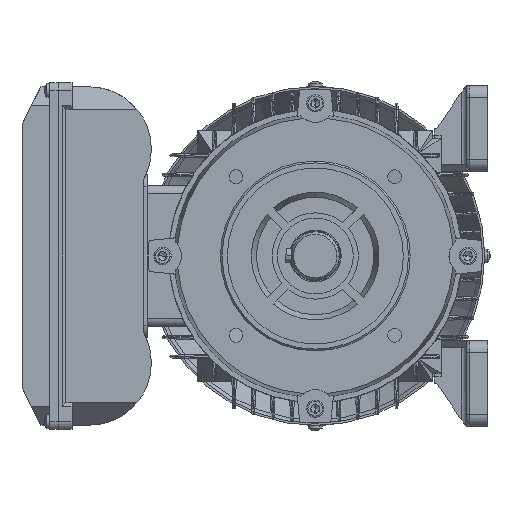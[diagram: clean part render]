
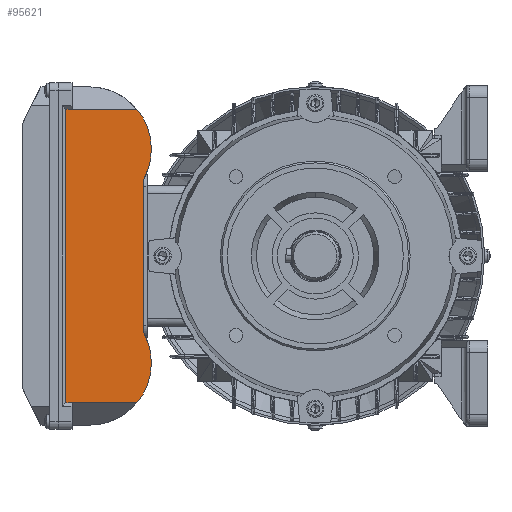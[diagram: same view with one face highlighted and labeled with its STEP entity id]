
A CAD part, left-side view. The second image highlights one B-rep face of the part: STEP entity #95621.
In plain terms, the highlighted face is planar.
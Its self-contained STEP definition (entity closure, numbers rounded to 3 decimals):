
#24619 = CARTESIAN_POINT ( 'NONE',  ( -85.065, -20.891, 68. ) ) ;
#24621 = DIRECTION ( 'NONE',  ( -1., 0., 0. ) ) ;
#24623 = DIRECTION ( 'NONE',  ( 0., 0., -1. ) ) ;
#24625 = CARTESIAN_POINT ( 'NONE',  ( -62., 6.75, 68. ) ) ;
#24627 = AXIS2_PLACEMENT_3D ( 'NONE', #24625, #24623, #24621 ) ;
#24628 = CIRCLE ( 'NONE', #24627, 36. ) ;
#24632 = CARTESIAN_POINT ( 'NONE',  ( -44.572, -24.75, 68. ) ) ;
#25084 = DIRECTION ( 'NONE',  ( -1., 0., 0. ) ) ;
#25085 = VECTOR ( 'NONE', #25084, 1000. ) ;
#25086 = CARTESIAN_POINT ( 'NONE',  ( -44.572, -24.75, 68. ) ) ;
#25087 = LINE ( 'NONE', #25086, #25085 ) ;
#25132 = CARTESIAN_POINT ( 'NONE',  ( 62., 6.75, 68. ) ) ;
#25133 = CARTESIAN_POINT ( 'NONE',  ( 85.065, -20.891, 68. ) ) ;
#25218 = CARTESIAN_POINT ( 'NONE',  ( 44.572, -24.75, 68. ) ) ;
#25219 = DIRECTION ( 'NONE',  ( -1., 0., 0. ) ) ;
#25221 = DIRECTION ( 'NONE',  ( 0., 0., -1. ) ) ;
#25222 = AXIS2_PLACEMENT_3D ( 'NONE', #25132, #25221, #25219 ) ;
#25224 = CIRCLE ( 'NONE', #25222, 36. ) ;
#25615 = DIRECTION ( 'NONE',  ( 0., 1., 0. ) ) ;
#25616 = VECTOR ( 'NONE', #25615, 1000. ) ;
#25617 = CARTESIAN_POINT ( 'NONE',  ( 85.065, -45.25, 68. ) ) ;
#25618 = LINE ( 'NONE', #25617, #25616 ) ;
#25716 = CARTESIAN_POINT ( 'NONE',  ( -85.065, 20.25, 68. ) ) ;
#25717 = DIRECTION ( 'NONE',  ( 1., 0., 0. ) ) ;
#25718 = VECTOR ( 'NONE', #25717, 1000. ) ;
#25719 = CARTESIAN_POINT ( 'NONE',  ( -119.5, 20.25, 68. ) ) ;
#25720 = LINE ( 'NONE', #25719, #25718 ) ;
#25725 = CARTESIAN_POINT ( 'NONE',  ( 85.065, 20.25, 68. ) ) ;
#25726 = DIRECTION ( 'NONE',  ( 0., 1., 0. ) ) ;
#25727 = VECTOR ( 'NONE', #25726, 1000. ) ;
#25728 = CARTESIAN_POINT ( 'NONE',  ( 85.065, -29.25, 68. ) ) ;
#25729 = LINE ( 'NONE', #25728, #25727 ) ;
#25731 = CARTESIAN_POINT ( 'NONE',  ( 85.065, 16.75, 68. ) ) ;
#25856 = DIRECTION ( 'NONE',  ( 0., 1., 0. ) ) ;
#25858 = VECTOR ( 'NONE', #25856, 1000. ) ;
#25860 = CARTESIAN_POINT ( 'NONE',  ( -85.065, -45.25, 68. ) ) ;
#25862 = LINE ( 'NONE', #25860, #25858 ) ;
#25865 = CARTESIAN_POINT ( 'NONE',  ( -85.065, 16.75, 68. ) ) ;
#25866 = DIRECTION ( 'NONE',  ( 0., -1., 0. ) ) ;
#25867 = VECTOR ( 'NONE', #25866, 1000. ) ;
#25869 = CARTESIAN_POINT ( 'NONE',  ( -85.065, -29.25, 68. ) ) ;
#25882 = LINE ( 'NONE', #25869, #25867 ) ;
#25952 = DIRECTION ( 'NONE',  ( -1., 0., 0. ) ) ;
#25954 = DIRECTION ( 'NONE',  ( 0., 0., -1. ) ) ;
#25955 = CARTESIAN_POINT ( 'NONE',  ( -119.5, -29.25, 68. ) ) ;
#25957 = AXIS2_PLACEMENT_3D ( 'NONE', #25955, #25954, #25952 ) ;
#25959 = PLANE ( 'NONE',  #25957 ) ;
#25963 = FACE_OUTER_BOUND ( 'NONE', #95479, .T. ) ;
#95045 = VERTEX_POINT ( 'NONE', #24632 ) ;
#95050 = EDGE_CURVE ( 'NONE', #95045, #95053, #24628, .T. ) ;
#95053 = VERTEX_POINT ( 'NONE', #24619 ) ;
#95217 = EDGE_CURVE ( 'NONE', #95259, #95045, #25087, .T. ) ;
#95254 = VERTEX_POINT ( 'NONE', #25133 ) ;
#95257 = EDGE_CURVE ( 'NONE', #95254, #95259, #25224, .T. ) ;
#95259 = VERTEX_POINT ( 'NONE', #25218 ) ;
#95479 = EDGE_LOOP ( 'NONE', ( #95480, #95487, #95490, #95597, #95600, #95604, #95606, #95609 ) ) ;
#95480 = ORIENTED_EDGE ( 'NONE', *, *, #95483, .T. ) ;
#95483 = EDGE_CURVE ( 'NONE', #95254, #95486, #25618, .T. ) ;
#95486 = VERTEX_POINT ( 'NONE', #25731 ) ;
#95487 = ORIENTED_EDGE ( 'NONE', *, *, #95488, .T. ) ;
#95488 = EDGE_CURVE ( 'NONE', #95486, #95489, #25729, .T. ) ;
#95489 = VERTEX_POINT ( 'NONE', #25725 ) ;
#95490 = ORIENTED_EDGE ( 'NONE', *, *, #95492, .F. ) ;
#95492 = EDGE_CURVE ( 'NONE', #95494, #95489, #25720, .T. ) ;
#95494 = VERTEX_POINT ( 'NONE', #25716 ) ;
#95597 = ORIENTED_EDGE ( 'NONE', *, *, #95598, .T. ) ;
#95598 = EDGE_CURVE ( 'NONE', #95494, #95599, #25882, .T. ) ;
#95599 = VERTEX_POINT ( 'NONE', #25865 ) ;
#95600 = ORIENTED_EDGE ( 'NONE', *, *, #95602, .F. ) ;
#95602 = EDGE_CURVE ( 'NONE', #95053, #95599, #25862, .T. ) ;
#95604 = ORIENTED_EDGE ( 'NONE', *, *, #95050, .F. ) ;
#95606 = ORIENTED_EDGE ( 'NONE', *, *, #95217, .F. ) ;
#95609 = ORIENTED_EDGE ( 'NONE', *, *, #95257, .F. ) ;
#95621 = ADVANCED_FACE ( 'NONE', ( #25963 ), #25959, .F. ) ;
